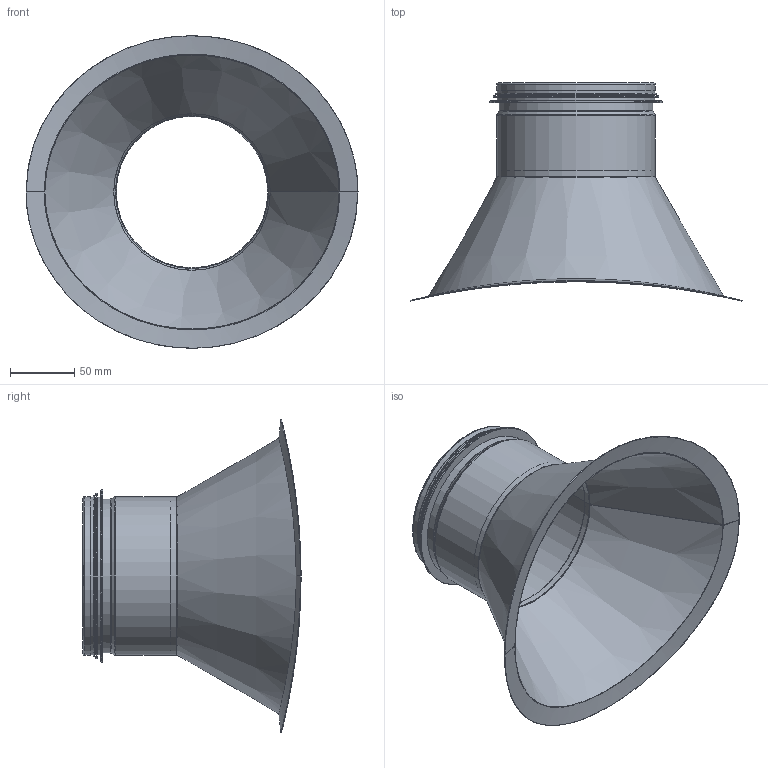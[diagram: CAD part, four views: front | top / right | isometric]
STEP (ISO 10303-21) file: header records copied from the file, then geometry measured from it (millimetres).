
FILE_DESCRIPTION((''),'2;1');
FILE_NAME('HPSR_1000-125.stp','2014-02-24T12:51:51',(''),(''),'Autodesk Inventor 2013','Autodesk Inventor 2013','');
FILE_SCHEMA(('AUTOMOTIVE_DESIGN { 1 2 10303 214 0 1 1 1 }'));
Length unit declared in the file: millimetre
Products named in the file (5): HPSR_1000-125; HPSRKonadRörämne_1000-125; Stos-125; StosRörämne-125; 999004
Assembly tree (4 placements, depth 3):
  HPSR_1000-125
    HPSRKonadRörämne_1000-125
    Stos-125
      StosRörämne-125
      999004
Bounding box: 259.05 x 170.22 x 243.9 mm (x, y, z)
Volume: 62169.8 mm3; surface area: 216723.5 mm2
Topology: 3 solids, 3 shells, 82 faces, 163 edges, 90 vertices
Faces by surface type: plane 36, torus 16, cylinder 14, bspline 8, cone 8
Full cylindrical faces by diameter (mm): 118.25 x1, 119.25 x1, 120.45 x1, 122.05 x1, 123.05 x6, 124.05 x2, 129.45 x1, 134.45 x1
Entity records: 3561 total; most frequent: CARTESIAN_POINT 1708, DIRECTION 364, ORIENTED_EDGE 298, AXIS2_PLACEMENT_3D 150, EDGE_CURVE 149, EDGE_LOOP 101, VERTEX_POINT 90, STYLED_ITEM 85
